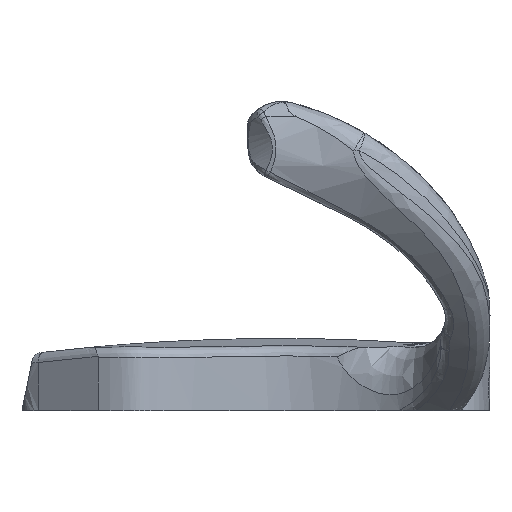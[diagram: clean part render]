
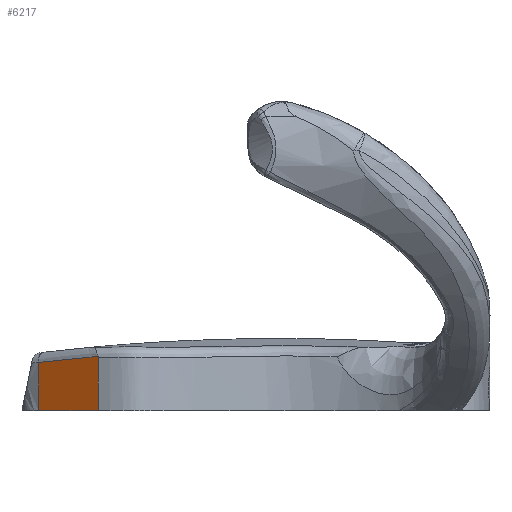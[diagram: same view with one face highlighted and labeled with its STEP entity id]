
A CAD part, left-side view. The second image highlights one B-rep face of the part: STEP entity #6217.
In plain terms, the highlighted planar face has unit normal (-0.798, 0.603, 0).
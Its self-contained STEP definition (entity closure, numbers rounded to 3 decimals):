
#283 = LINE ( 'NONE', #434, #720 ) ;
#340 = ORIENTED_EDGE ( 'NONE', *, *, #10298, .T. ) ;
#391 = ORIENTED_EDGE ( 'NONE', *, *, #12077, .T. ) ;
#434 = CARTESIAN_POINT ( 'NONE',  ( -8.131, -1.619, -50. ) ) ;
#720 = VECTOR ( 'NONE', #11277, 1000. ) ;
#1080 = PLANE ( 'NONE',  #6406 ) ;
#1116 = LINE ( 'NONE', #5951, #5349 ) ;
#1698 = ORIENTED_EDGE ( 'NONE', *, *, #3224, .F. ) ;
#1746 = VERTEX_POINT ( 'NONE', #9003 ) ;
#1920 = CARTESIAN_POINT ( 'NONE',  ( -12.506, -7.411, 5.275 ) ) ;
#1952 = CARTESIAN_POINT ( 'NONE',  ( -8.131, -1.619, 4.679 ) ) ;
#1987 = CARTESIAN_POINT ( 'NONE',  ( -12.519, -7.428, 5.24 ) ) ;
#2070 = CARTESIAN_POINT ( 'NONE',  ( -12.527, -7.439, 5.161 ) ) ;
#2193 = CARTESIAN_POINT ( 'NONE',  ( -12.527, -7.439, 0. ) ) ;
#2890 = CARTESIAN_POINT ( 'NONE',  ( -8.131, -1.619, -50. ) ) ;
#2993 = CARTESIAN_POINT ( 'NONE',  ( -8.131, -1.619, 4.673 ) ) ;
#3224 = EDGE_CURVE ( 'NONE', #5225, #8281, #1116, .T. ) ;
#3798 = EDGE_LOOP ( 'NONE', ( #5804, #391, #4921, #10360, #1698, #340 ) ) ;
#4687 = DIRECTION ( 'NONE',  ( 0.603, 0.798, 0. ) ) ;
#4921 = ORIENTED_EDGE ( 'NONE', *, *, #14407, .T. ) ;
#5225 = VERTEX_POINT ( 'NONE', #2193 ) ;
#5349 = VECTOR ( 'NONE', #4687, 1000. ) ;
#5804 = ORIENTED_EDGE ( 'NONE', *, *, #13641, .T. ) ;
#5832 = FACE_OUTER_BOUND ( 'NONE', #3798, .T. ) ;
#5951 = CARTESIAN_POINT ( 'NONE',  ( -8.131, -1.619, 0. ) ) ;
#6217 = ADVANCED_FACE ( 'NONE', ( #5832 ), #1080, .F. ) ;
#6406 = AXIS2_PLACEMENT_3D ( 'NONE', #2890, #13741, #6553 ) ;
#6553 = DIRECTION ( 'NONE',  ( -0.603, -0.798, 0. ) ) ;
#6960 = CARTESIAN_POINT ( 'NONE',  ( -9.588, -3.548, 4.908 ) ) ;
#7002 = LINE ( 'NONE', #14350, #7025 ) ;
#7025 = VECTOR ( 'NONE', #8288, 1000. ) ;
#7487 = CARTESIAN_POINT ( 'NONE',  ( -8.131, -1.619, 4.682 ) ) ;
#7627 = VERTEX_POINT ( 'NONE', #7487 ) ;
#8281 = VERTEX_POINT ( 'NONE', #11854 ) ;
#8288 = DIRECTION ( 'NONE',  ( 0., 0., 1. ) ) ;
#8428 = VERTEX_POINT ( 'NONE', #10734 ) ;
#8546 = EDGE_CURVE ( 'NONE', #8281, #1746, #283, .T. ) ;
#8680 = VERTEX_POINT ( 'NONE', #1920 ) ;
#9003 = CARTESIAN_POINT ( 'NONE',  ( -8.131, -1.619, 4.673 ) ) ;
#9258 = CARTESIAN_POINT ( 'NONE',  ( -12.527, -7.439, 5.202 ) ) ;
#10298 = EDGE_CURVE ( 'NONE', #5225, #8428, #7002, .T. ) ;
#10360 = ORIENTED_EDGE ( 'NONE', *, *, #8546, .F. ) ;
#10400 = B_SPLINE_CURVE_WITH_KNOTS ( 'NONE', 3,
 ( #11923, #11843, #6960, #11679 ),
 .UNSPECIFIED., .F., .F.,
 ( 4, 4 ),
 ( 0., 0.007 ),
 .UNSPECIFIED. ) ;
#10567 = B_SPLINE_CURVE_WITH_KNOTS ( 'NONE', 3,
 ( #2070, #9258, #1987, #15389 ),
 .UNSPECIFIED., .F., .F.,
 ( 4, 4 ),
 ( 0., 0. ),
 .UNSPECIFIED. ) ;
#10734 = CARTESIAN_POINT ( 'NONE',  ( -12.527, -7.439, 5.161 ) ) ;
#11277 = DIRECTION ( 'NONE',  ( 0., 0., 1. ) ) ;
#11679 = CARTESIAN_POINT ( 'NONE',  ( -8.131, -1.619, 4.682 ) ) ;
#11843 = CARTESIAN_POINT ( 'NONE',  ( -11.046, -5.478, 5.106 ) ) ;
#11854 = CARTESIAN_POINT ( 'NONE',  ( -8.131, -1.619, 0. ) ) ;
#11923 = CARTESIAN_POINT ( 'NONE',  ( -12.506, -7.411, 5.275 ) ) ;
#12077 = EDGE_CURVE ( 'NONE', #8680, #7627, #10400, .T. ) ;
#12878 = CARTESIAN_POINT ( 'NONE',  ( -8.131, -1.619, 4.682 ) ) ;
#13641 = EDGE_CURVE ( 'NONE', #8428, #8680, #10567, .T. ) ;
#13741 = DIRECTION ( 'NONE',  ( 0.798, -0.603, 0. ) ) ;
#13996 = CARTESIAN_POINT ( 'NONE',  ( -8.131, -1.619, 4.676 ) ) ;
#14350 = CARTESIAN_POINT ( 'NONE',  ( -12.527, -7.439, -50. ) ) ;
#14407 = EDGE_CURVE ( 'NONE', #7627, #1746, #15140, .T. ) ;
#15140 = B_SPLINE_CURVE_WITH_KNOTS ( 'NONE', 3,
 ( #12878, #1952, #13996, #2993 ),
 .UNSPECIFIED., .F., .F.,
 ( 4, 4 ),
 ( 0., 0. ),
 .UNSPECIFIED. ) ;
#15389 = CARTESIAN_POINT ( 'NONE',  ( -12.506, -7.411, 5.275 ) ) ;
